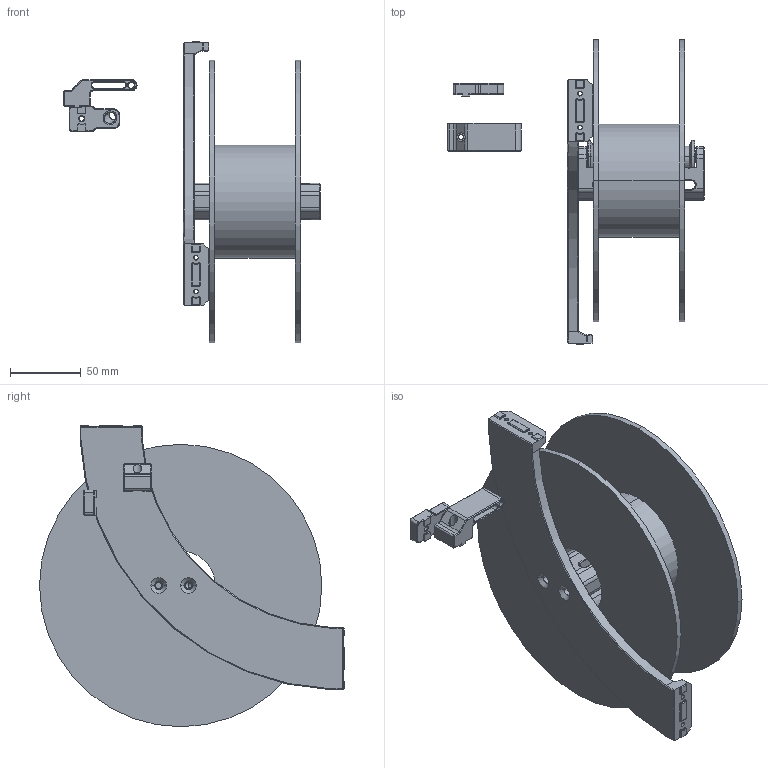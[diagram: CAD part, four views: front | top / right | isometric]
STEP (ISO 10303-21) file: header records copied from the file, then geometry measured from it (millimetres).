
FILE_DESCRIPTION (( 'STEP AP214' ), '1' );
FILE_NAME ('ass_b2v_supporto_bobina_interno.STEP', '2024-01-16T12:38:26', ( '' ), ( '' ), 'SwSTEP 2.0', 'SolidWorks 2022', '' );
FILE_SCHEMA (( 'AUTOMOTIVE_DESIGN' ));
Length unit declared in the file: millimetre
Products named in the file (7): bobina_52_Predeterminada; b2v_principale_fisso; b2v_guida_PTFE; b2v_ferma_PTFE; ass_b2v_supporto_bobina_interno; b2v_rullo; b2v_asta_verticale
Assembly tree (6 placements, depth 2):
  ass_b2v_supporto_bobina_interno
    b2v_principale_fisso
    b2v_rullo
    b2v_asta_verticale
    bobina_52_Predeterminada
    b2v_ferma_PTFE
    b2v_guida_PTFE
Bounding box: 181.9 x 216 x 213.5 mm (x, y, z)
Volume: 570145.4 mm3; surface area: 202339.8 mm2
Topology: 6 solids, 6 shells, 1176 faces, 3043 edges, 1920 vertices
Faces by surface type: plane 470, cylinder 469, cone 193, bspline 33, sphere 6, torus 5
Entity records: 38766 total; most frequent: CARTESIAN_POINT 9299, DIRECTION 6275, ORIENTED_EDGE 6082, EDGE_CURVE 3041, AXIS2_PLACEMENT_3D 2277, VERTEX_POINT 1920, VECTOR 1721, LINE 1721
